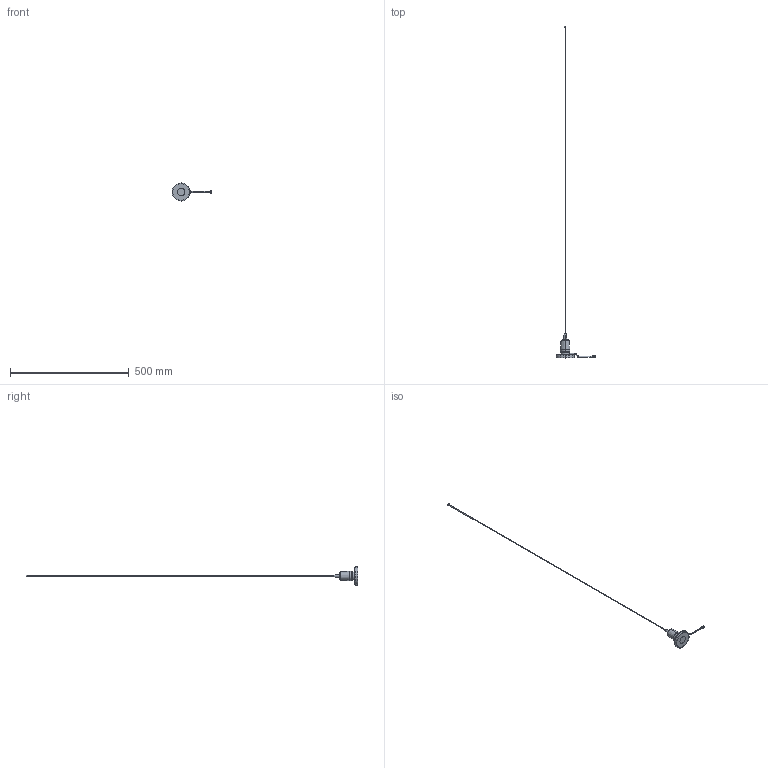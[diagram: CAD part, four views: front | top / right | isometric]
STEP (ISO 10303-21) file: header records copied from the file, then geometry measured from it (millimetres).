
FILE_DESCRIPTION (( 'STEP AP214' ), '1' );
FILE_NAME ('FMANMOB1006-SM_3D.step', '2023-03-15T17:38:22', ( '' ), ( '' ), 'SwSTEP 2.0', 'SolidWorks 2022', '' );
FILE_SCHEMA (( 'AUTOMOTIVE_DESIGN' ));
Length unit declared in the file: inch
Products named in the file (6): 1084 230124; FMANMOB1006-SM_3D; Copy of SMA M 230124^FMMA1-SMA10; Copy of HeatShrink-195_230124^FMMA1-SMA10; Copy of NMO Base w Cable^FMMA1-SMA10; FMMA1-SMA10
Assembly tree (5 placements, depth 3):
  FMANMOB1006-SM_3D
    FMMA1-SMA10
      Copy of NMO Base w Cable^FMMA1-SMA10
      Copy of HeatShrink-195_230124^FMMA1-SMA10
      Copy of SMA M 230124^FMMA1-SMA10
    1084 230124
Bounding box: 167.53 x 1396.54 x 76 mm (x, y, z)
Volume: 128759.5 mm3; surface area: 65280.1 mm2
Topology: 10 solids, 10 shells, 266 faces, 619 edges, 386 vertices
Faces by surface type: cylinder 121, plane 68, cone 45, torus 20, bspline 12
Entity records: 12350 total; most frequent: CARTESIAN_POINT 4246, DIRECTION 1338, ORIENTED_EDGE 1226, EDGE_CURVE 613, AXIS2_PLACEMENT_3D 567, VERTEX_POINT 386, CIRCLE 304, EDGE_LOOP 303
